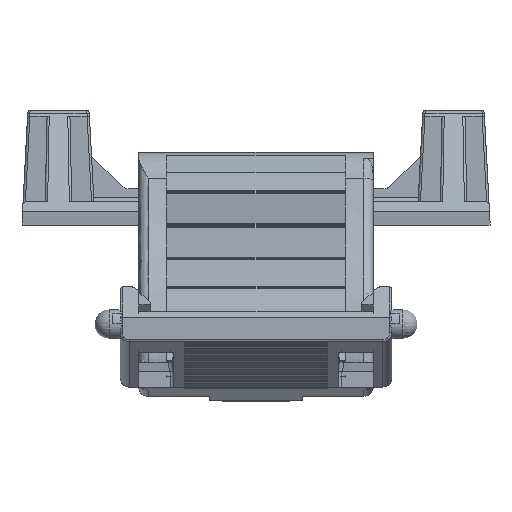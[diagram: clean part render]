
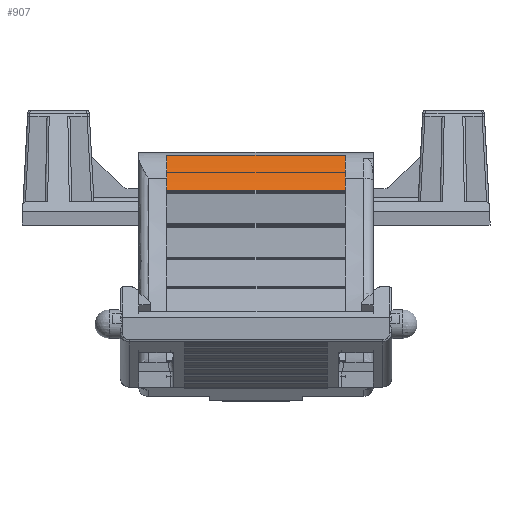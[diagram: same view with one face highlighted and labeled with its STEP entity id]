
A CAD part, left-side view. The second image highlights one B-rep face of the part: STEP entity #907.
In plain terms, the highlighted cylindrical face has radius 15.519 mm (diameter 31.039 mm), a partial arc.
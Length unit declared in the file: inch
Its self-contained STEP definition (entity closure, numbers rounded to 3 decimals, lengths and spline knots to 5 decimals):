
#907=ADVANCED_FACE('',(#1706),#1228,.F.);
#1228=CYLINDRICAL_SURFACE('',#11462,0.611);
#1706=FACE_OUTER_BOUND('',#2319,.T.);
#2319=EDGE_LOOP('',(#5477,#5478,#5479,#5480));
#2945=CIRCLE('',#11167,0.611);
#3076=CIRCLE('',#11461,0.611);
#5477=ORIENTED_EDGE('',*,*,#7830,.T.);
#5478=ORIENTED_EDGE('',*,*,#8114,.F.);
#5479=ORIENTED_EDGE('',*,*,#8559,.T.);
#5480=ORIENTED_EDGE('',*,*,#8563,.T.);
#6627=VERTEX_POINT('',#16259);
#6628=VERTEX_POINT('',#16261);
#6827=VERTEX_POINT('',#17765);
#7135=VERTEX_POINT('',#19008);
#7830=EDGE_CURVE('',#6628,#6627,#9161,.T.);
#8114=EDGE_CURVE('',#6827,#6627,#2945,.T.);
#8559=EDGE_CURVE('',#6827,#7135,#9558,.T.);
#8563=EDGE_CURVE('',#7135,#6628,#3076,.T.);
#9161=LINE('',#16260,#10040);
#9558=LINE('',#19007,#10439);
#10040=VECTOR('',#12800,1.);
#10439=VECTOR('',#14163,1.);
#11167=AXIS2_PLACEMENT_3D('',#17766,#13333,#13334);
#11461=AXIS2_PLACEMENT_3D('',#19015,#14172,#14173);
#11462=AXIS2_PLACEMENT_3D('',#19016,#14174,#14175);
#12800=DIRECTION('',(0.,1.,0.));
#13333=DIRECTION('',(0.,-1.,0.));
#13334=DIRECTION('',(0.,0.,-1.));
#14163=DIRECTION('',(0.,-1.,0.));
#14172=DIRECTION('',(0.,-1.,0.));
#14173=DIRECTION('',(0.,0.,-1.));
#14174=DIRECTION('',(0.,-1.,0.));
#14175=DIRECTION('',(0.,0.,-1.));
#16259=CARTESIAN_POINT('',(-0.55727,0.19,0.14975));
#16260=CARTESIAN_POINT('',(-0.55727,0.19,0.14975));
#16261=CARTESIAN_POINT('',(-0.55727,-0.19,0.14975));
#17765=CARTESIAN_POINT('',(-0.5816,0.19,0.06522));
#17766=CARTESIAN_POINT('',(-1.15509,0.19,0.276));
#19007=CARTESIAN_POINT('',(-0.5816,0.19,0.06522));
#19008=CARTESIAN_POINT('',(-0.5816,-0.19,0.06522));
#19015=CARTESIAN_POINT('',(-1.15509,-0.19,0.276));
#19016=CARTESIAN_POINT('',(-1.15509,0.19,0.276));
